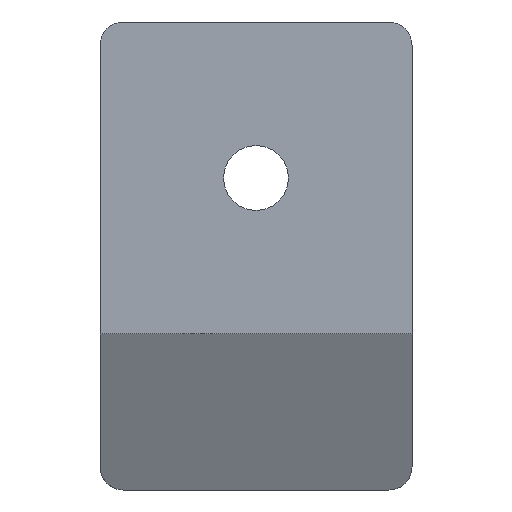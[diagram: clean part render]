
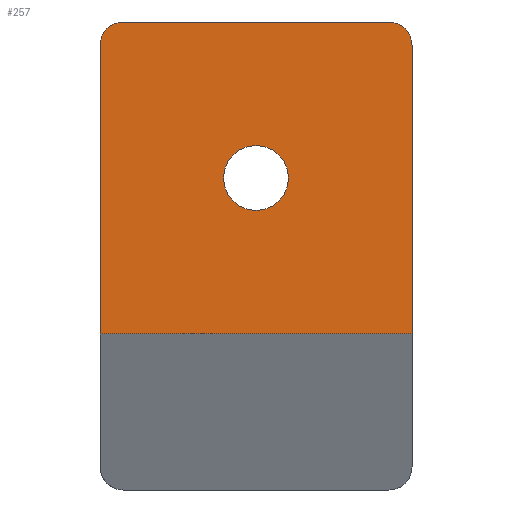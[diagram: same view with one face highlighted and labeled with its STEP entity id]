
A CAD part, front view. The second image highlights one B-rep face of the part: STEP entity #257.
In plain terms, the highlighted planar face has unit normal (0, -1, 0).
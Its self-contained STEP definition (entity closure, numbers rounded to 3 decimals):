
#1 = DIRECTION ( 'NONE',  ( 0., 0., 1. ) ) ;
#12 = DIRECTION ( 'NONE',  ( 0., -1., 0. ) ) ;
#35 = LINE ( 'NONE', #221, #707 ) ;
#36 = VERTEX_POINT ( 'NONE', #411 ) ;
#59 = DIRECTION ( 'NONE',  ( 0., 1., 0. ) ) ;
#63 = FACE_OUTER_BOUND ( 'NONE', #664, .T. ) ;
#70 = CARTESIAN_POINT ( 'NONE',  ( 0., -11., 14.061 ) ) ;
#110 = CARTESIAN_POINT ( 'NONE',  ( 0., -11., 9.911 ) ) ;
#127 = DIRECTION ( 'NONE',  ( 0., -1., 0. ) ) ;
#128 = ORIENTED_EDGE ( 'NONE', *, *, #787, .T. ) ;
#129 = DIRECTION ( 'NONE',  ( 0., 0., 1. ) ) ;
#131 = AXIS2_PLACEMENT_3D ( 'NONE', #452, #127, #818 ) ;
#142 = CARTESIAN_POINT ( 'NONE',  ( -17., -11., 29.911 ) ) ;
#165 = EDGE_CURVE ( 'NONE', #36, #329, #35, .T. ) ;
#182 = VERTEX_POINT ( 'NONE', #290 ) ;
#189 = CARTESIAN_POINT ( 'NONE',  ( -17., -11., 26.911 ) ) ;
#201 = VERTEX_POINT ( 'NONE', #457 ) ;
#221 = CARTESIAN_POINT ( 'NONE',  ( 20., -11., -10.089 ) ) ;
#240 = DIRECTION ( 'NONE',  ( 0., 0., -1. ) ) ;
#242 = ORIENTED_EDGE ( 'NONE', *, *, #488, .F. ) ;
#248 = EDGE_CURVE ( 'NONE', #461, #201, #546, .T. ) ;
#257 = ADVANCED_FACE ( 'NONE', ( #63, #381 ), #691, .T. ) ;
#273 = CARTESIAN_POINT ( 'NONE',  ( 20., -11., -10.089 ) ) ;
#287 = VERTEX_POINT ( 'NONE', #70 ) ;
#290 = CARTESIAN_POINT ( 'NONE',  ( -20., -11., 26.911 ) ) ;
#295 = DIRECTION ( 'NONE',  ( 0., 1., 0. ) ) ;
#329 = VERTEX_POINT ( 'NONE', #273 ) ;
#366 = DIRECTION ( 'NONE',  ( 0., 0., 1. ) ) ;
#376 = CIRCLE ( 'NONE', #482, 3. ) ;
#381 = FACE_BOUND ( 'NONE', #594, .T. ) ;
#384 = EDGE_CURVE ( 'NONE', #466, #201, #726, .T. ) ;
#385 = DIRECTION ( 'NONE',  ( 0., -1., 0. ) ) ;
#396 = ORIENTED_EDGE ( 'NONE', *, *, #248, .T. ) ;
#397 = DIRECTION ( 'NONE',  ( 0., 0., -1. ) ) ;
#398 = DIRECTION ( 'NONE',  ( 1., 0., 0. ) ) ;
#407 = CARTESIAN_POINT ( 'NONE',  ( 0., -11., 5.761 ) ) ;
#411 = CARTESIAN_POINT ( 'NONE',  ( -20., -11., -10.089 ) ) ;
#416 = AXIS2_PLACEMENT_3D ( 'NONE', #110, #295, #366 ) ;
#418 = CARTESIAN_POINT ( 'NONE',  ( 20., -11., 29.911 ) ) ;
#419 = DIRECTION ( 'NONE',  ( 1., 0., 0. ) ) ;
#424 = VERTEX_POINT ( 'NONE', #407 ) ;
#429 = ORIENTED_EDGE ( 'NONE', *, *, #791, .T. ) ;
#430 = AXIS2_PLACEMENT_3D ( 'NONE', #438, #385, #701 ) ;
#438 = CARTESIAN_POINT ( 'NONE',  ( 17., -11., 26.911 ) ) ;
#452 = CARTESIAN_POINT ( 'NONE',  ( 0., -11., 0. ) ) ;
#457 = CARTESIAN_POINT ( 'NONE',  ( 17., -11., 29.911 ) ) ;
#461 = VERTEX_POINT ( 'NONE', #717 ) ;
#466 = VERTEX_POINT ( 'NONE', #142 ) ;
#477 = ORIENTED_EDGE ( 'NONE', *, *, #578, .T. ) ;
#482 = AXIS2_PLACEMENT_3D ( 'NONE', #189, #12, #397 ) ;
#488 = EDGE_CURVE ( 'NONE', #461, #329, #809, .T. ) ;
#492 = VECTOR ( 'NONE', #398, 1000. ) ;
#493 = VECTOR ( 'NONE', #129, 1000. ) ;
#496 = LINE ( 'NONE', #755, #493 ) ;
#525 = CARTESIAN_POINT ( 'NONE',  ( -20., -11., 29.911 ) ) ;
#546 = CIRCLE ( 'NONE', #430, 3. ) ;
#578 = EDGE_CURVE ( 'NONE', #424, #287, #776, .T. ) ;
#584 = AXIS2_PLACEMENT_3D ( 'NONE', #690, #59, #1 ) ;
#594 = EDGE_LOOP ( 'NONE', ( #477, #128 ) ) ;
#617 = ORIENTED_EDGE ( 'NONE', *, *, #384, .F. ) ;
#664 = EDGE_LOOP ( 'NONE', ( #242, #396, #617, #429, #793, #794 ) ) ;
#690 = CARTESIAN_POINT ( 'NONE',  ( 0., -11., 9.911 ) ) ;
#691 = PLANE ( 'NONE',  #131 ) ;
#701 = DIRECTION ( 'NONE',  ( 0., 0., -1. ) ) ;
#707 = VECTOR ( 'NONE', #419, 1000. ) ;
#711 = EDGE_CURVE ( 'NONE', #36, #182, #496, .T. ) ;
#717 = CARTESIAN_POINT ( 'NONE',  ( 20., -11., 26.911 ) ) ;
#722 = CIRCLE ( 'NONE', #584, 4.15 ) ;
#726 = LINE ( 'NONE', #525, #492 ) ;
#749 = VECTOR ( 'NONE', #240, 1000. ) ;
#755 = CARTESIAN_POINT ( 'NONE',  ( -20., -11., 29.911 ) ) ;
#776 = CIRCLE ( 'NONE', #416, 4.15 ) ;
#787 = EDGE_CURVE ( 'NONE', #287, #424, #722, .T. ) ;
#791 = EDGE_CURVE ( 'NONE', #466, #182, #376, .T. ) ;
#793 = ORIENTED_EDGE ( 'NONE', *, *, #711, .F. ) ;
#794 = ORIENTED_EDGE ( 'NONE', *, *, #165, .T. ) ;
#809 = LINE ( 'NONE', #418, #749 ) ;
#818 = DIRECTION ( 'NONE',  ( 0., 0., -1. ) ) ;
